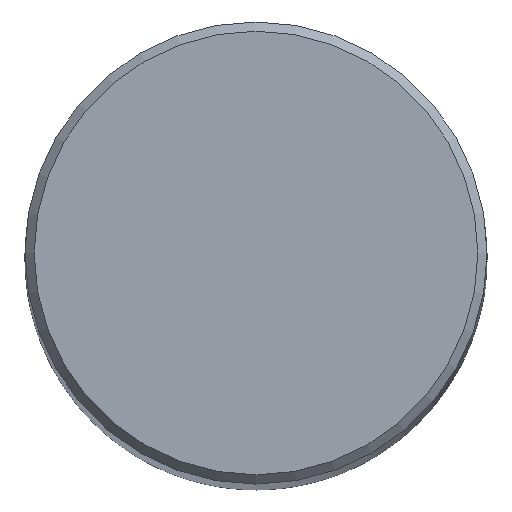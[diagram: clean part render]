
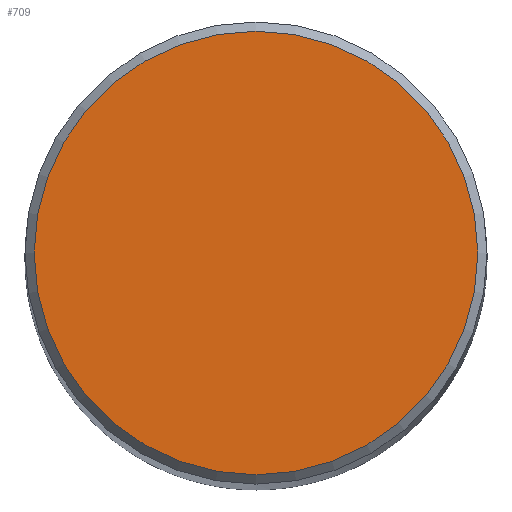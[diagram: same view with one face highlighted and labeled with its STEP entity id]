
A CAD part, top view. The second image highlights one B-rep face of the part: STEP entity #709.
In plain terms, the highlighted planar face has unit normal (0, 0, 1).
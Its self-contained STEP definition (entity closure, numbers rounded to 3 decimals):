
#512=PLANE('',#2295);
#575=FACE_OUTER_BOUND('',#906,.T.);
#709=ADVANCED_FACE('CU_1149_SU_3',(#575),#512,.F.);
#906=EDGE_LOOP('',(#1065));
#1065=ORIENTED_EDGE('',*,*,#1890,.T.);
#1685=VERTEX_POINT('',#3198);
#1890=EDGE_CURVE('',#1685,#1685,#2201,.T.);
#2201=CIRCLE('',#2293,24.);
#2293=AXIS2_PLACEMENT_3D('',#3197,#2552,#2553);
#2295=AXIS2_PLACEMENT_3D('',#3200,#2556,#2557);
#2552=DIRECTION('',(0.,0.,1.));
#2553=DIRECTION('',(1.,0.,0.));
#2556=DIRECTION('',(0.,0.,-1.));
#2557=DIRECTION('',(-1.,0.,0.));
#3197=CARTESIAN_POINT('',(0.,0.,0.));
#3198=CARTESIAN_POINT('',(24.,0.,0.));
#3200=CARTESIAN_POINT('',(-24.,0.,0.));
